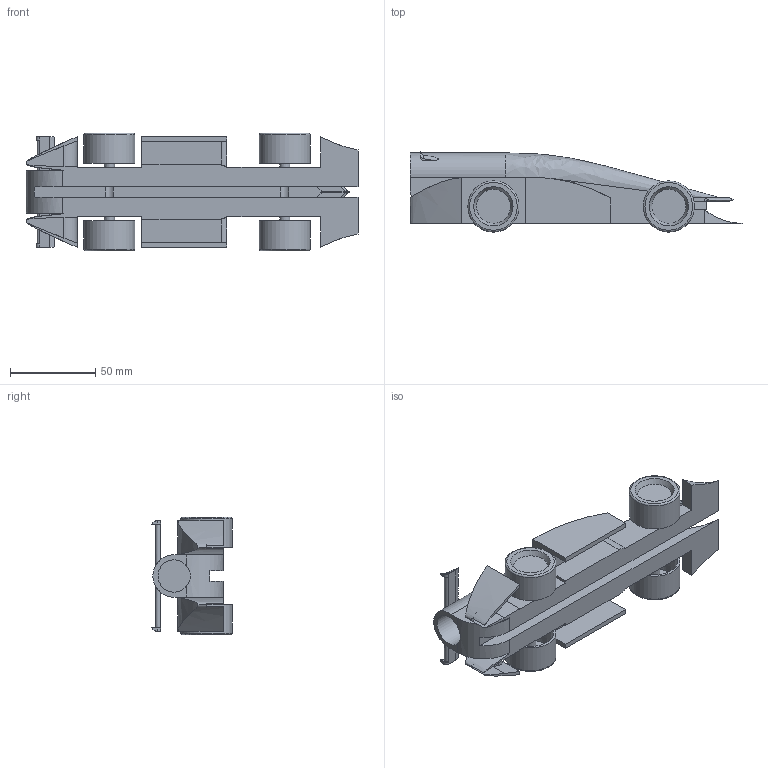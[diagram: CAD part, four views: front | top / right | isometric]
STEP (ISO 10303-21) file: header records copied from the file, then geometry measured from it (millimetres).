
FILE_DESCRIPTION(/* description */ (''),/* implementation_level */ '2;1');
FILE_NAME(/* name */ 'p6 v1.step',/* time_stamp */ '2023-11-04T22:46:12+04:00',/* author */ (''),/* organization */ (''),/* preprocessor_version */ 'ST-DEVELOPER v20',/* originating_system */ 'Autodesk Translation Framework v12.14.0.127',/* authorisation */ '');
FILE_SCHEMA (('AUTOMOTIVE_DESIGN { 1 0 10303 214 3 1 1 }'));
Length unit declared in the file: millimetre
Products named in the file (2): p6; f1_wheel v1
Assembly tree (4 placements, depth 2):
  p6
    f1_wheel v1  x4
Bounding box: 195 x 47 x 69 mm (x, y, z)
Volume: 178781.1 mm3; surface area: 65265 mm2
Topology: 7 solids, 9 shells, 197 faces, 451 edges, 288 vertices
Faces by surface type: plane 106, cylinder 37, bspline 24, cone 16, torus 14
Full cylindrical faces by diameter (mm): 2.85 x4, 6 x2, 19 x1, 30 x4
Entity records: 5835 total; most frequent: CARTESIAN_POINT 2289, ORIENTED_EDGE 764, DIRECTION 647, EDGE_CURVE 382, VERTEX_POINT 246, LINE 223, VECTOR 223, AXIS2_PLACEMENT_3D 212
